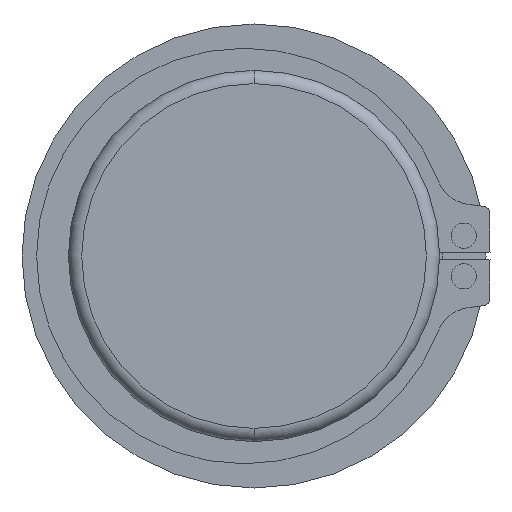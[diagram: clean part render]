
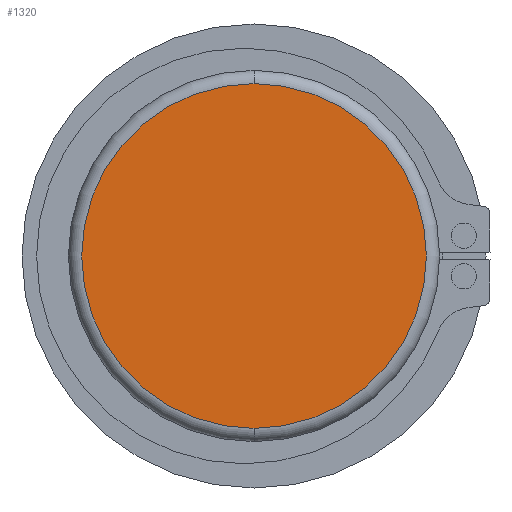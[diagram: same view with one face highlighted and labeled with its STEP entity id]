
A CAD part, left-side view. The second image highlights one B-rep face of the part: STEP entity #1320.
In plain terms, the highlighted planar face has unit normal (-1, 0, 0).
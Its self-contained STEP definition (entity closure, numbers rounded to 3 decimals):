
#36 = ORIENTED_EDGE ( 'NONE', *, *, #2753, .T. ) ;
#61 = DIRECTION ( 'NONE',  ( 0., 1., 0. ) ) ;
#160 = CARTESIAN_POINT ( 'NONE',  ( -214.739, 0., 13. ) ) ;
#178 = VERTEX_POINT ( 'NONE', #298 ) ;
#298 = CARTESIAN_POINT ( 'NONE',  ( -214.739, 0., -13. ) ) ;
#495 = DIRECTION ( 'NONE',  ( 0., 0., -1. ) ) ;
#761 = AXIS2_PLACEMENT_3D ( 'NONE', #1381, #2088, #61 ) ;
#787 = VERTEX_POINT ( 'NONE', #160 ) ;
#972 = PLANE ( 'NONE',  #761 ) ;
#1048 = DIRECTION ( 'NONE',  ( 0., 0., -1. ) ) ;
#1136 = CIRCLE ( 'NONE', #1237, 13. ) ;
#1237 = AXIS2_PLACEMENT_3D ( 'NONE', #1461, #2639, #1048 ) ;
#1320 = ADVANCED_FACE ( 'NONE', ( #2069 ), #972, .F. ) ;
#1381 = CARTESIAN_POINT ( 'NONE',  ( -214.739, 14., 0. ) ) ;
#1399 = EDGE_CURVE ( 'NONE', #787, #178, #2409, .T. ) ;
#1461 = CARTESIAN_POINT ( 'NONE',  ( -214.739, 0., 0. ) ) ;
#2069 = FACE_OUTER_BOUND ( 'NONE', #2637, .T. ) ;
#2088 = DIRECTION ( 'NONE',  ( 1., 0., 0. ) ) ;
#2409 = CIRCLE ( 'NONE', #2598, 13. ) ;
#2517 = DIRECTION ( 'NONE',  ( -1., 0., 0. ) ) ;
#2596 = ORIENTED_EDGE ( 'NONE', *, *, #1399, .T. ) ;
#2598 = AXIS2_PLACEMENT_3D ( 'NONE', #2760, #2517, #495 ) ;
#2637 = EDGE_LOOP ( 'NONE', ( #36, #2596 ) ) ;
#2639 = DIRECTION ( 'NONE',  ( -1., 0., 0. ) ) ;
#2753 = EDGE_CURVE ( 'NONE', #178, #787, #1136, .T. ) ;
#2760 = CARTESIAN_POINT ( 'NONE',  ( -214.739, 0., 0. ) ) ;
